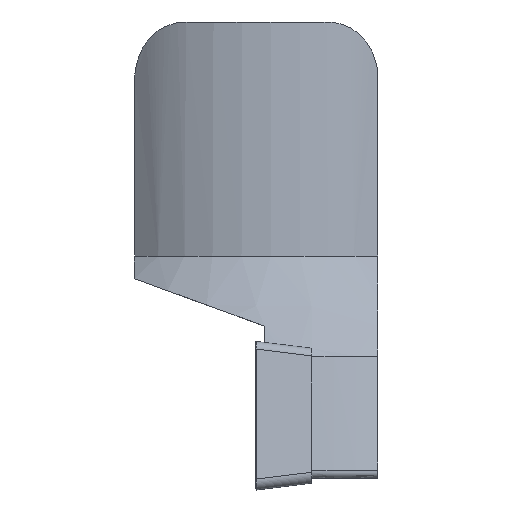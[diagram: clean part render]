
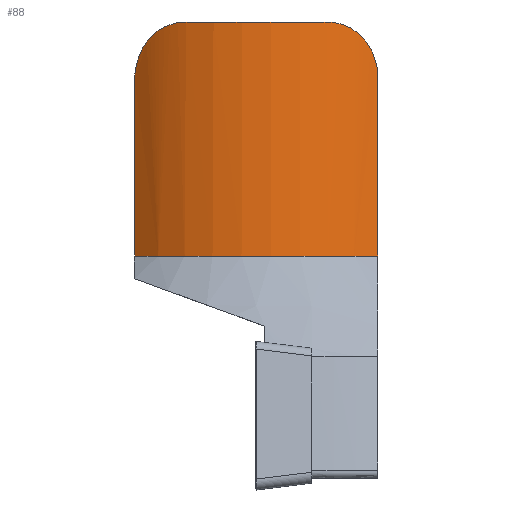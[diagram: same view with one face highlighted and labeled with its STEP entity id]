
A CAD part, left-side view. The second image highlights one B-rep face of the part: STEP entity #88.
In plain terms, the highlighted cylindrical face has radius 8 mm (diameter 16 mm), a partial arc.
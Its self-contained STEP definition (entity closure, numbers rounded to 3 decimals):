
#49=CYLINDRICAL_SURFACE('',#699,8.);
#67=B_SPLINE_CURVE_WITH_KNOTS('',3,(#1073,#1074,#1075,#1076,#1077,#1078,
#1079,#1080,#1081,#1082,#1083,#1084,#1085,#1086,#1087,#1088),
 .UNSPECIFIED.,.F.,.F.,(4,3,3,3,3,4),(0.,0.233,0.465,
0.709,0.955,1.),.UNSPECIFIED.);
#68=B_SPLINE_CURVE_WITH_KNOTS('',3,(#1100,#1101,#1102,#1103,#1104,#1105,
#1106,#1107,#1108,#1109,#1110,#1111,#1112,#1113,#1114,#1115),
 .UNSPECIFIED.,.F.,.F.,(4,3,3,3,3,4),(0.,0.21,0.42,
0.637,0.859,1.),.UNSPECIFIED.);
#88=ADVANCED_FACE('',(#142),#49,.T.);
#142=FACE_OUTER_BOUND('',#175,.T.);
#175=EDGE_LOOP('',(#319,#320,#321,#322,#323,#324));
#192=CIRCLE('',#684,8.);
#193=CIRCLE('',#697,8.);
#319=ORIENTED_EDGE('',*,*,#504,.F.);
#320=ORIENTED_EDGE('',*,*,#505,.T.);
#321=ORIENTED_EDGE('',*,*,#485,.F.);
#322=ORIENTED_EDGE('',*,*,#476,.T.);
#323=ORIENTED_EDGE('',*,*,#456,.T.);
#324=ORIENTED_EDGE('',*,*,#498,.T.);
#396=VERTEX_POINT('',#960);
#397=VERTEX_POINT('',#962);
#409=VERTEX_POINT('',#1025);
#415=VERTEX_POINT('',#1047);
#423=VERTEX_POINT('',#1071);
#426=VERTEX_POINT('',#1097);
#456=EDGE_CURVE('',#397,#396,#537,.T.);
#476=EDGE_CURVE('',#409,#397,#192,.T.);
#485=EDGE_CURVE('',#409,#415,#553,.T.);
#498=EDGE_CURVE('',#396,#423,#67,.T.);
#504=EDGE_CURVE('',#426,#423,#193,.T.);
#505=EDGE_CURVE('',#426,#415,#68,.T.);
#537=LINE('',#961,#592);
#553=LINE('',#1046,#608);
#592=VECTOR('',#748,1.);
#608=VECTOR('',#798,1.);
#684=AXIS2_PLACEMENT_3D('',#1024,#782,#783);
#697=AXIS2_PLACEMENT_3D('',#1098,#830,#831);
#699=AXIS2_PLACEMENT_3D('',#1116,#834,#835);
#748=DIRECTION('',(0.,0.,1.));
#782=DIRECTION('',(0.,0.,1.));
#783=DIRECTION('',(-0.761,0.649,0.));
#798=DIRECTION('',(0.,0.,1.));
#830=DIRECTION('',(0.,0.,1.));
#831=DIRECTION('',(-0.927,0.374,0.));
#834=DIRECTION('',(0.,0.,1.));
#835=DIRECTION('',(1.,0.,0.));
#960=CARTESIAN_POINT('',(-2.579,-5.175,7.908));
#961=CARTESIAN_POINT('',(-2.579,-5.175,0.));
#962=CARTESIAN_POINT('',(-2.579,-5.175,0.));
#1024=CARTESIAN_POINT('',(3.5,0.025,0.));
#1025=CARTESIAN_POINT('',(-2.589,5.213,0.));
#1046=CARTESIAN_POINT('',(-2.589,5.213,0.));
#1047=CARTESIAN_POINT('',(-2.589,5.213,7.5));
#1071=CARTESIAN_POINT('',(-3.901,-3.011,10.));
#1073=CARTESIAN_POINT('',(-2.579,-5.175,7.908));
#1074=CARTESIAN_POINT('',(-2.611,-5.138,8.18));
#1075=CARTESIAN_POINT('',(-2.675,-5.063,8.446));
#1076=CARTESIAN_POINT('',(-2.761,-4.955,8.685));
#1077=CARTESIAN_POINT('',(-2.846,-4.848,8.924));
#1078=CARTESIAN_POINT('',(-2.955,-4.706,9.142));
#1079=CARTESIAN_POINT('',(-3.072,-4.537,9.326));
#1080=CARTESIAN_POINT('',(-3.194,-4.36,9.519));
#1081=CARTESIAN_POINT('',(-3.329,-4.15,9.678));
#1082=CARTESIAN_POINT('',(-3.46,-3.919,9.791));
#1083=CARTESIAN_POINT('',(-3.592,-3.686,9.906));
#1084=CARTESIAN_POINT('',(-3.723,-3.426,9.976));
#1085=CARTESIAN_POINT('',(-3.839,-3.159,9.995));
#1086=CARTESIAN_POINT('',(-3.86,-3.11,9.998));
#1087=CARTESIAN_POINT('',(-3.881,-3.061,10.));
#1088=CARTESIAN_POINT('',(-3.901,-3.011,10.));
#1097=CARTESIAN_POINT('',(-3.919,3.017,10.));
#1098=CARTESIAN_POINT('',(3.5,0.025,10.));
#1100=CARTESIAN_POINT('',(-3.919,3.017,10.));
#1101=CARTESIAN_POINT('',(-3.816,3.274,10.));
#1102=CARTESIAN_POINT('',(-3.697,3.529,9.953));
#1103=CARTESIAN_POINT('',(-3.574,3.761,9.864));
#1104=CARTESIAN_POINT('',(-3.452,3.992,9.775));
#1105=CARTESIAN_POINT('',(-3.323,4.208,9.642));
#1106=CARTESIAN_POINT('',(-3.202,4.393,9.477));
#1107=CARTESIAN_POINT('',(-3.077,4.586,9.305));
#1108=CARTESIAN_POINT('',(-2.956,4.752,9.093));
#1109=CARTESIAN_POINT('',(-2.858,4.88,8.856));
#1110=CARTESIAN_POINT('',(-2.758,5.011,8.616));
#1111=CARTESIAN_POINT('',(-2.679,5.107,8.343));
#1112=CARTESIAN_POINT('',(-2.634,5.161,8.06));
#1113=CARTESIAN_POINT('',(-2.605,5.196,7.877));
#1114=CARTESIAN_POINT('',(-2.589,5.213,7.688));
#1115=CARTESIAN_POINT('',(-2.589,5.213,7.5));
#1116=CARTESIAN_POINT('',(3.5,0.025,-10.375));
